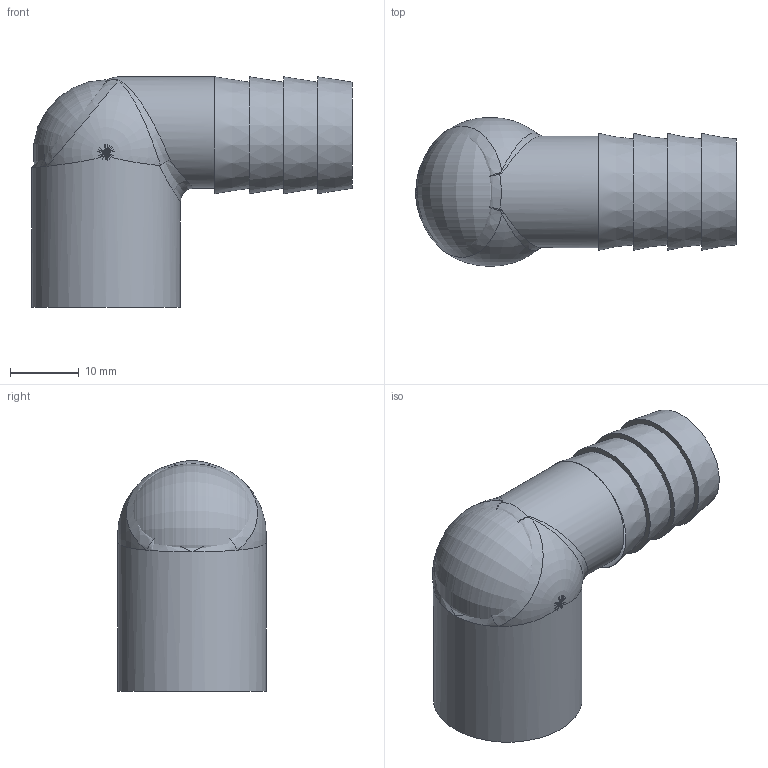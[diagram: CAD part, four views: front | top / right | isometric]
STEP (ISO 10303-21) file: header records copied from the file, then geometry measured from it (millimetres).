
FILE_DESCRIPTION(/* description */ ('Unknown'),/* implementation_level */ '2;1');
FILE_NAME(/* name */ 'R-222-SL-DN10',/* time_stamp */ '2024-07-23T13:55:41+08:00',/* author */ ('Unknown'),/* organization */ ('Unknown'),/* preprocessor_version */ 'ST-DEVELOPER v16.7',/* originating_system */ 'DEX',/* authorisation */ $);
FILE_SCHEMA (('AUTOMOTIVE_DESIGN {1 0 10303 214 3 1 1}'));
Length unit declared in the file: millimetre
Products named in the file (1): R-222-SL-DN10
Bounding box: 46.6 x 21.6 x 33.5 mm (x, y, z)
Volume: 1092.4 mm3; surface area: 8635.5 mm2
Topology: 1 solids, 1 shells, 32 faces, 75 edges, 43 vertices
Faces by surface type: bspline 12, plane 8, cylinder 5, cone 4, torus 3
Full cylindrical faces by diameter (mm): 7 x2, 16.2 x1, 16.6 x1, 21.6 x1
Entity records: 1066 total; most frequent: CARTESIAN_POINT 499, ORIENTED_EDGE 104, DIRECTION 90, EDGE_CURVE 52, FACE_BOUND 50, EDGE_LOOP 48, AXIS2_PLACEMENT_3D 45, VERTEX_POINT 38
